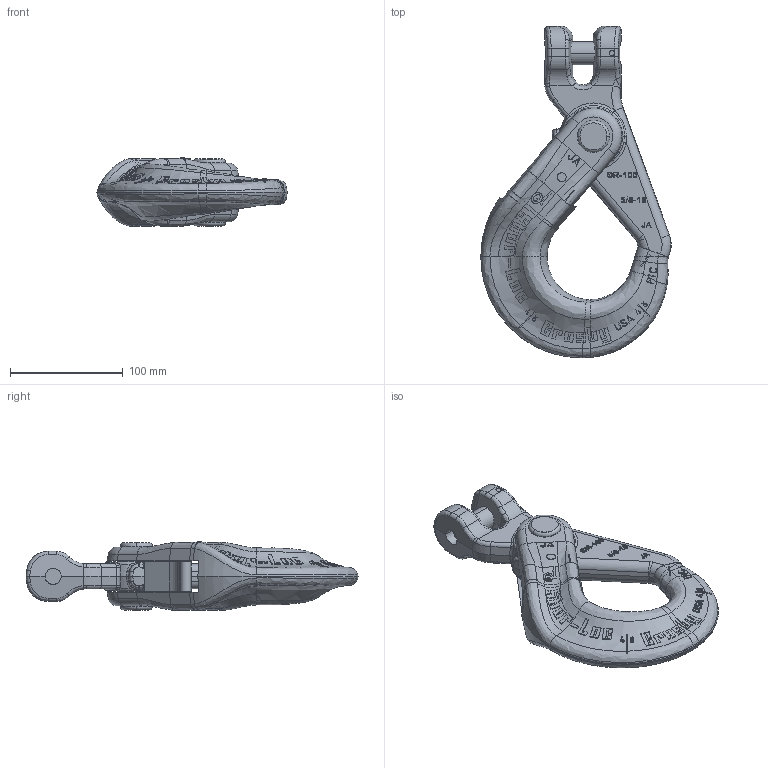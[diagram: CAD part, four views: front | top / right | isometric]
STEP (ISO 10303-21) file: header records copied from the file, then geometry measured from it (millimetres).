
FILE_DESCRIPTION((''),'2;1');
FILE_NAME('CROSBY_1317_062-16MM_1029036','2005-04-25T',('ADoughty'),('The Crosby Group, Inc.'),'PRO/ENGINEER BY PARAMETRIC TECHNOLOGY CORPORATION, 2004090','PRO/ENGINEER BY PARAMETRIC TECHNOLOGY CORPORATION, 2004090','');
FILE_SCHEMA(('CONFIG_CONTROL_DESIGN'));
Length unit declared in the file: inch
Products named in the file (1): CROSBY_1317_062-16MM_1029036
Bounding box: 169.16 x 294.89 x 61.21 mm (x, y, z)
Volume: 760257.7 mm3; surface area: 121387.5 mm2
Topology: 3 solids, 3 shells, 957 faces, 2450 edges, 1554 vertices
Faces by surface type: plane 461, bspline 222, cylinder 142, extrusion 69, torus 37, cone 26
Entity records: 41543 total; most frequent: CARTESIAN_POINT 21066, ORIENTED_EDGE 4900, DIRECTION 3036, EDGE_CURVE 2450, VERTEX_POINT 1554, B_SPLINE_CURVE_WITH_KNOTS 1192, VECTOR 1088, EDGE_LOOP 1030
